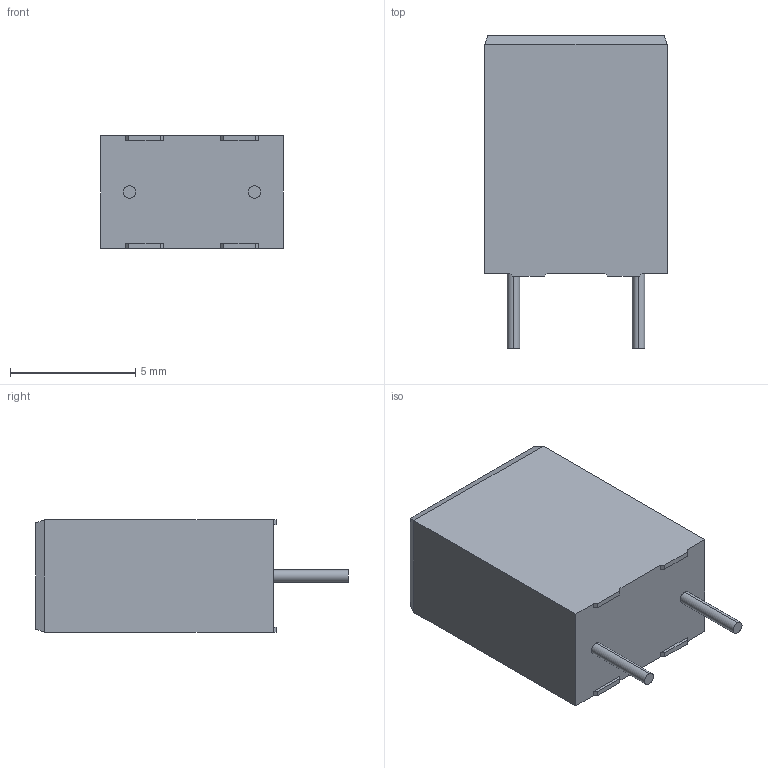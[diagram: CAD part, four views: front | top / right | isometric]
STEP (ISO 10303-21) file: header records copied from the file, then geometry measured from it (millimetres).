
FILE_DESCRIPTION (( 'STEP AP214' ), '1' );
FILE_NAME ('Cap,Thru,P5,7.3x4.5,H9.5.STEP', '2020-01-26T05:45:25', ( '' ), ( '' ), 'SwSTEP 2.0', 'SolidWorks 2020', '' );
FILE_SCHEMA (( 'AUTOMOTIVE_DESIGN' ));
Length unit declared in the file: millimetre
Products named in the file (1): Cap,Thru,P5,7.3x4.5,H9.5
Bounding box: 7.3 x 12.5 x 4.5 mm (x, y, z)
Volume: 312.9 mm3; surface area: 298.1 mm2
Topology: 1 solids, 1 shells, 32 faces, 80 edges, 52 vertices
Faces by surface type: plane 28, cylinder 4
Entity records: 1326 total; most frequent: CARTESIAN_POINT 165, ORIENTED_EDGE 160, DIRECTION 154, EDGE_CURVE 80, LINE 72, VECTOR 72, VERTEX_POINT 52, AXIS2_PLACEMENT_3D 41
